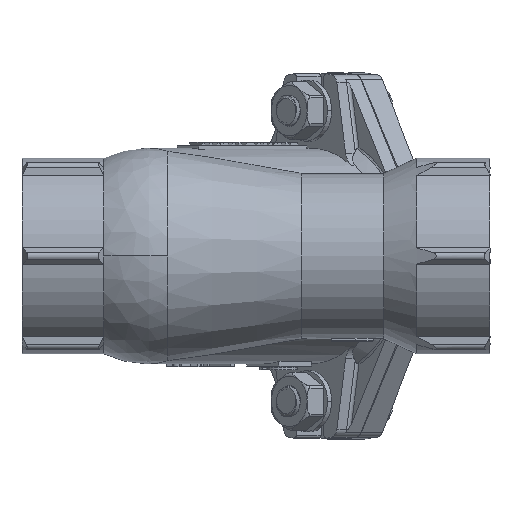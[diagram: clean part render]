
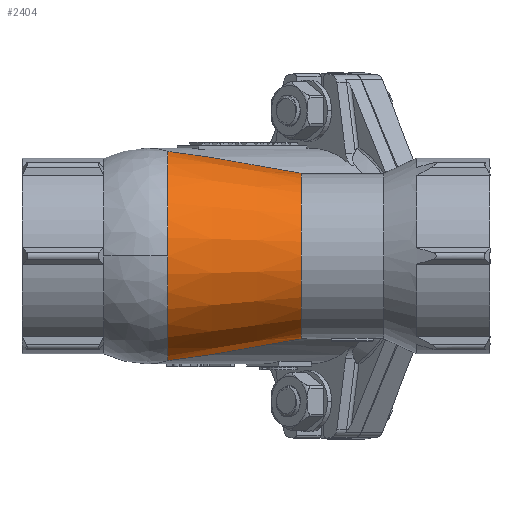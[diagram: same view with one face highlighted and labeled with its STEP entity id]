
A CAD part, front view. The second image highlights one B-rep face of the part: STEP entity #2404.
In plain terms, the highlighted conical face has half-angle 10 degrees and reference radius 34.715 mm.
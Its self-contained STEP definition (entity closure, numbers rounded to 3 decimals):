
#517 = CARTESIAN_POINT ( 'NONE',  ( 91.372, 0., 0. ) ) ;
#847 = CARTESIAN_POINT ( 'NONE',  ( 47.621, -5.972, 34.197 ) ) ;
#968 = ORIENTED_EDGE ( 'NONE', *, *, #1924, .F. ) ;
#1222 = CARTESIAN_POINT ( 'NONE',  ( 47.621, -5.972, -34.197 ) ) ;
#1924 = EDGE_CURVE ( 'NONE', #23400, #17232, #20144, .T. ) ;
#2155 = VECTOR ( 'NONE', #12518, 1000. ) ;
#2404 = ADVANCED_FACE ( 'NONE', ( #31617 ), #26511, .T. ) ;
#2496 = AXIS2_PLACEMENT_3D ( 'NONE', #31801, #31906, #32020 ) ;
#2907 = CARTESIAN_POINT ( 'NONE',  ( 61.659, 0., -32.239 ) ) ;
#3146 = DIRECTION ( 'NONE',  ( -1., 0., 0. ) ) ;
#4578 = B_SPLINE_CURVE_WITH_KNOTS ( 'NONE', 3,
 ( #32762, #30678, #23016, #5713 ),
 .UNSPECIFIED., .F., .F.,
 ( 4, 4 ),
 ( 0., 0.015 ),
 .UNSPECIFIED. ) ;
#4861 = CARTESIAN_POINT ( 'NONE',  ( 47.725, -6.076, 34.16 ) ) ;
#5713 = CARTESIAN_POINT ( 'NONE',  ( 61.659, 0., 32.239 ) ) ;
#5856 = VERTEX_POINT ( 'NONE', #1222 ) ;
#6207 = CARTESIAN_POINT ( 'NONE',  ( 47.621, 0., 0. ) ) ;
#6457 = ORIENTED_EDGE ( 'NONE', *, *, #12257, .F. ) ;
#8370 = EDGE_CURVE ( 'NONE', #12033, #5856, #17442, .T. ) ;
#8500 = CARTESIAN_POINT ( 'NONE',  ( 47.69, -6.041, -34.172 ) ) ;
#8844 = DIRECTION ( 'NONE',  ( 0., 0., 1. ) ) ;
#8883 = LINE ( 'NONE', #25055, #2155 ) ;
#10082 = CARTESIAN_POINT ( 'NONE',  ( 57.03, -2.019, -33.008 ) ) ;
#10163 = CIRCLE ( 'NONE', #27138, 27. ) ;
#10311 = CARTESIAN_POINT ( 'NONE',  ( 50.057, -5.059, -33.923 ) ) ;
#11258 = CARTESIAN_POINT ( 'NONE',  ( 47.656, -6.007, 34.185 ) ) ;
#11395 = DIRECTION ( 'NONE',  ( -1., 0., 0. ) ) ;
#11666 = EDGE_CURVE ( 'NONE', #20824, #27529, #10163, .T. ) ;
#11843 = CARTESIAN_POINT ( 'NONE',  ( 47.621, 0., -34.714 ) ) ;
#12033 = VERTEX_POINT ( 'NONE', #14533 ) ;
#12257 = EDGE_CURVE ( 'NONE', #26308, #12033, #13146, .T. ) ;
#12518 = DIRECTION ( 'NONE',  ( -0.985, 0., 0.174 ) ) ;
#12638 = CARTESIAN_POINT ( 'NONE',  ( 61.659, 0., 32.239 ) ) ;
#13146 = B_SPLINE_CURVE_WITH_KNOTS ( 'NONE', 3,
 ( #2907, #18068, #10082, #27856, #10311, #28070 ),
 .UNSPECIFIED., .F., .F.,
 ( 4, 2, 4 ),
 ( 0.035, 0.043, 0.051 ),
 .UNSPECIFIED. ) ;
#13403 = EDGE_CURVE ( 'NONE', #17232, #32842, #30777, .T. ) ;
#13442 = ORIENTED_EDGE ( 'NONE', *, *, #20349, .T. ) ;
#14533 = CARTESIAN_POINT ( 'NONE',  ( 47.725, -6.076, -34.16 ) ) ;
#15147 = ORIENTED_EDGE ( 'NONE', *, *, #13403, .F. ) ;
#16119 = CARTESIAN_POINT ( 'NONE',  ( 47.69, -6.041, 34.172 ) ) ;
#16650 = VERTEX_POINT ( 'NONE', #12638 ) ;
#17232 = VERTEX_POINT ( 'NONE', #20008 ) ;
#17442 = B_SPLINE_CURVE_WITH_KNOTS ( 'NONE', 3,
 ( #28906, #8500, #21141, #26043 ),
 .UNSPECIFIED., .F., .F.,
 ( 4, 4 ),
 ( 0.028, 0.028 ),
 .UNSPECIFIED. ) ;
#17964 = AXIS2_PLACEMENT_3D ( 'NONE', #6207, #18500, #8844 ) ;
#18068 = CARTESIAN_POINT ( 'NONE',  ( 59.35, -1.007, -32.646 ) ) ;
#18500 = DIRECTION ( 'NONE',  ( -1., 0., 0. ) ) ;
#19257 = CARTESIAN_POINT ( 'NONE',  ( 47.621, -34.714, 0. ) ) ;
#19684 = DIRECTION ( 'NONE',  ( -0.985, 0., -0.174 ) ) ;
#20008 = CARTESIAN_POINT ( 'NONE',  ( 47.621, -5.972, 34.197 ) ) ;
#20144 = CIRCLE ( 'NONE', #2496, 34.714 ) ;
#20335 = EDGE_CURVE ( 'NONE', #20824, #26308, #28354, .T. ) ;
#20349 = EDGE_CURVE ( 'NONE', #27529, #16650, #8883, .T. ) ;
#20664 = EDGE_LOOP ( 'NONE', ( #32467, #31804, #13442, #29037, #15147, #968, #28348, #20997, #6457 ) ) ;
#20824 = VERTEX_POINT ( 'NONE', #25301 ) ;
#20997 = ORIENTED_EDGE ( 'NONE', *, *, #8370, .F. ) ;
#21141 = CARTESIAN_POINT ( 'NONE',  ( 47.656, -6.007, -34.185 ) ) ;
#21222 = CARTESIAN_POINT ( 'NONE',  ( 47.725, -6.076, 34.16 ) ) ;
#21261 = CARTESIAN_POINT ( 'NONE',  ( 47.621, 0., 0. ) ) ;
#21631 = AXIS2_PLACEMENT_3D ( 'NONE', #21261, #11395, #28920 ) ;
#23016 = CARTESIAN_POINT ( 'NONE',  ( 57.05, -2.01, 33.052 ) ) ;
#23400 = VERTEX_POINT ( 'NONE', #19257 ) ;
#23445 = DIRECTION ( 'NONE',  ( 0., 0., 1. ) ) ;
#25055 = CARTESIAN_POINT ( 'NONE',  ( 47.621, 0., 34.714 ) ) ;
#25301 = CARTESIAN_POINT ( 'NONE',  ( 91.372, 0., -27. ) ) ;
#26043 = CARTESIAN_POINT ( 'NONE',  ( 47.621, -5.972, -34.197 ) ) ;
#26220 = EDGE_CURVE ( 'NONE', #5856, #23400, #26893, .T. ) ;
#26308 = VERTEX_POINT ( 'NONE', #26509 ) ;
#26509 = CARTESIAN_POINT ( 'NONE',  ( 61.659, 0., -32.239 ) ) ;
#26511 = CONICAL_SURFACE ( 'NONE', #21631, 34.714, 0.175 ) ;
#26893 = CIRCLE ( 'NONE', #17964, 34.714 ) ;
#27138 = AXIS2_PLACEMENT_3D ( 'NONE', #517, #3146, #23445 ) ;
#27529 = VERTEX_POINT ( 'NONE', #30752 ) ;
#27856 = CARTESIAN_POINT ( 'NONE',  ( 52.384, -4.044, -33.647 ) ) ;
#28070 = CARTESIAN_POINT ( 'NONE',  ( 47.725, -6.076, -34.16 ) ) ;
#28348 = ORIENTED_EDGE ( 'NONE', *, *, #26220, .F. ) ;
#28354 = LINE ( 'NONE', #11843, #30746 ) ;
#28906 = CARTESIAN_POINT ( 'NONE',  ( 47.725, -6.076, -34.16 ) ) ;
#28920 = DIRECTION ( 'NONE',  ( 0., 0., 1. ) ) ;
#29037 = ORIENTED_EDGE ( 'NONE', *, *, #31344, .F. ) ;
#30678 = CARTESIAN_POINT ( 'NONE',  ( 52.404, -4.036, 33.685 ) ) ;
#30746 = VECTOR ( 'NONE', #19684, 1000. ) ;
#30752 = CARTESIAN_POINT ( 'NONE',  ( 91.372, 0., 27. ) ) ;
#30777 = B_SPLINE_CURVE_WITH_KNOTS ( 'NONE', 3,
 ( #847, #11258, #16119, #21222 ),
 .UNSPECIFIED., .F., .F.,
 ( 4, 4 ),
 ( 0., 0. ),
 .UNSPECIFIED. ) ;
#31344 = EDGE_CURVE ( 'NONE', #32842, #16650, #4578, .T. ) ;
#31617 = FACE_OUTER_BOUND ( 'NONE', #20664, .T. ) ;
#31801 = CARTESIAN_POINT ( 'NONE',  ( 47.621, 0., 0. ) ) ;
#31804 = ORIENTED_EDGE ( 'NONE', *, *, #11666, .T. ) ;
#31906 = DIRECTION ( 'NONE',  ( -1., 0., 0. ) ) ;
#32020 = DIRECTION ( 'NONE',  ( 0., 0., 1. ) ) ;
#32467 = ORIENTED_EDGE ( 'NONE', *, *, #20335, .F. ) ;
#32762 = CARTESIAN_POINT ( 'NONE',  ( 47.725, -6.076, 34.16 ) ) ;
#32842 = VERTEX_POINT ( 'NONE', #4861 ) ;
